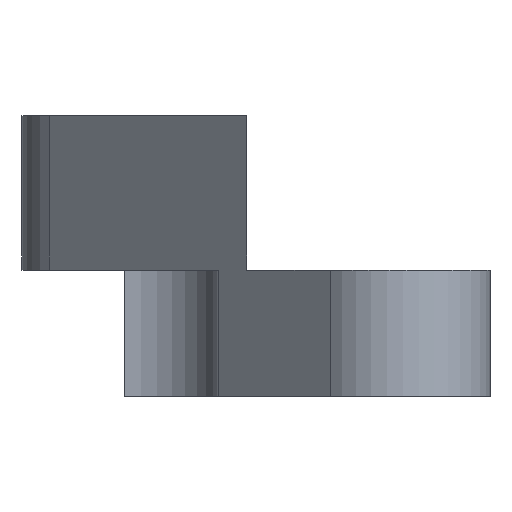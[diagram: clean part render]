
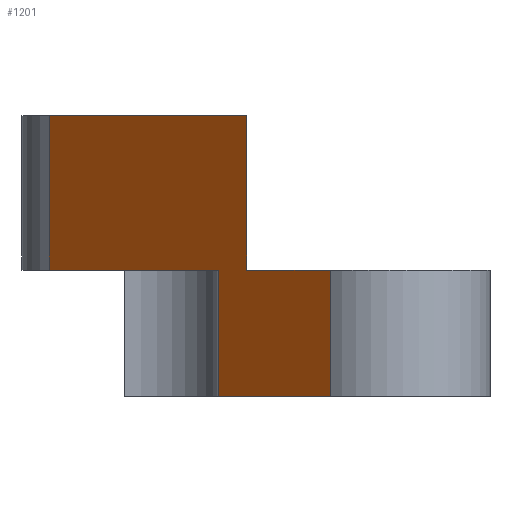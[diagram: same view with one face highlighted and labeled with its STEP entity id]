
A CAD part, front view. The second image highlights one B-rep face of the part: STEP entity #1201.
In plain terms, the highlighted planar face has unit normal (-0.707, -0.707, 0).
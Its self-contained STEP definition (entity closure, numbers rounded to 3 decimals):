
#224=CARTESIAN_POINT('',(-7.071,-7.071,0.0));
#225=VERTEX_POINT('',#224);
#233=CARTESIAN_POINT('',(-19.0,4.858,0.0));
#234=VERTEX_POINT('',#233);
#235=CARTESIAN_POINT('',(-7.071,-7.071,0.0));
#236=DIRECTION('',(-0.707,0.707,0.0));
#237=VECTOR('',#236,16.87);
#238=LINE('',#235,#237);
#239=EDGE_CURVE('',#225,#234,#238,.T.);
#402=CARTESIAN_POINT('',(-19.0,4.858,13.5));
#403=VERTEX_POINT('',#402);
#412=CARTESIAN_POINT('',(-19.0,4.858,13.5));
#413=DIRECTION('',(0.0,0.0,-1.0));
#414=VECTOR('',#413,13.5);
#415=LINE('',#412,#414);
#416=EDGE_CURVE('',#403,#234,#415,.T.);
#456=CARTESIAN_POINT('',(-37.071,22.929,13.5));
#457=VERTEX_POINT('',#456);
#458=CARTESIAN_POINT('',(-37.071,22.929,13.5));
#459=DIRECTION('',(0.707,-0.707,0.0));
#460=VECTOR('',#459,25.556);
#461=LINE('',#458,#460);
#462=EDGE_CURVE('',#457,#403,#461,.T.);
#600=CARTESIAN_POINT('',(-37.071,22.929,30.0));
#601=VERTEX_POINT('',#600);
#602=CARTESIAN_POINT('',(-37.071,22.929,13.5));
#603=DIRECTION('',(0.0,0.0,1.0));
#604=VECTOR('',#603,16.5);
#605=LINE('',#602,#604);
#606=EDGE_CURVE('',#457,#601,#605,.T.);
#1050=CARTESIAN_POINT('',(-16.,1.858,13.5));
#1051=VERTEX_POINT('',#1050);
#1052=CARTESIAN_POINT('',(-16.,1.858,30.0));
#1053=VERTEX_POINT('',#1052);
#1054=CARTESIAN_POINT('',(-16.,1.858,13.5));
#1055=DIRECTION('',(0.0,0.0,1.0));
#1056=VECTOR('',#1055,16.5);
#1057=LINE('',#1054,#1056);
#1058=EDGE_CURVE('',#1051,#1053,#1057,.T.);
#1081=CARTESIAN_POINT('',(-7.071,-7.071,13.5));
#1082=VERTEX_POINT('',#1081);
#1083=CARTESIAN_POINT('',(-7.071,-7.071,13.5));
#1084=DIRECTION('',(-0.707,0.707,0.0));
#1085=VECTOR('',#1084,12.627);
#1086=LINE('',#1083,#1085);
#1087=EDGE_CURVE('',#1082,#1051,#1086,.T.);
#1170=CARTESIAN_POINT('',(-7.071,-7.071,0.0));
#1171=DIRECTION('',(0.0,0.0,1.0));
#1172=VECTOR('',#1171,13.5);
#1173=LINE('',#1170,#1172);
#1174=EDGE_CURVE('',#225,#1082,#1173,.T.);
#1181=CARTESIAN_POINT('',(-7.071,-7.071,0.0));
#1182=DIRECTION('',(-0.707,-0.707,0.0));
#1183=DIRECTION('',(0.0,0.0,1.0));
#1184=AXIS2_PLACEMENT_3D('',#1181,#1182,#1183);
#1185=PLANE('',#1184);
#1186=ORIENTED_EDGE('',*,*,#416,.T.);
#1187=ORIENTED_EDGE('',*,*,#239,.F.);
#1188=ORIENTED_EDGE('',*,*,#1174,.T.);
#1189=ORIENTED_EDGE('',*,*,#1087,.T.);
#1190=ORIENTED_EDGE('',*,*,#1058,.T.);
#1191=CARTESIAN_POINT('',(-16.,1.858,30.0));
#1192=DIRECTION('',(-0.707,0.707,0.0));
#1193=VECTOR('',#1192,29.799);
#1194=LINE('',#1191,#1193);
#1195=EDGE_CURVE('',#1053,#601,#1194,.T.);
#1196=ORIENTED_EDGE('',*,*,#1195,.T.);
#1197=ORIENTED_EDGE('',*,*,#606,.F.);
#1198=ORIENTED_EDGE('',*,*,#462,.T.);
#1199=EDGE_LOOP('',(#1186,#1187,#1188,#1189,#1190,#1196,#1197,#1198));
#1200=FACE_OUTER_BOUND('',#1199,.T.);
#1201=ADVANCED_FACE('',(#1200),#1185,.T.);
